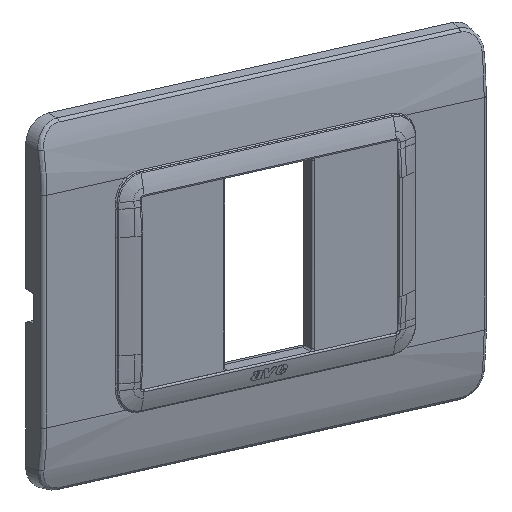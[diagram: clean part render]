
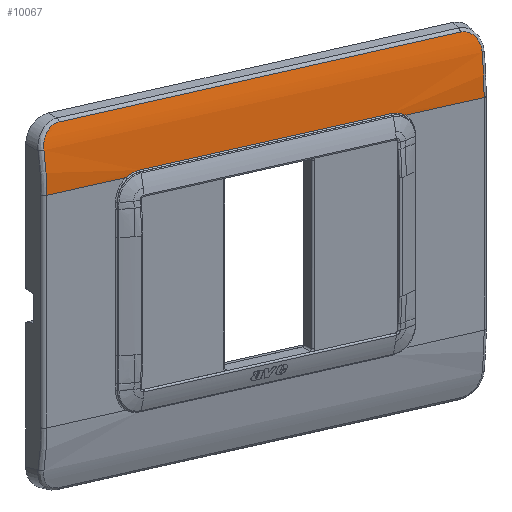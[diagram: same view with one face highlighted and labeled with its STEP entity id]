
A CAD part, top view. The second image highlights one B-rep face of the part: STEP entity #10067.
In plain terms, the highlighted cylindrical face has radius 55 mm (diameter 110 mm), a partial arc.
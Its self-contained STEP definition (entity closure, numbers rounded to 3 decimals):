
#7986=CARTESIAN_POINT('Vertex',(58.09,27.454,6.)) ;
#7989=CARTESIAN_POINT('Line Origine',(47.579,27.454,6.)) ;
#7993=CARTESIAN_POINT('Vertex',(37.067,27.454,6.)) ;
#9322=CARTESIAN_POINT('Line Origine',(-47.579,27.454,6.)) ;
#9326=CARTESIAN_POINT('Vertex',(-37.067,27.454,6.)) ;
#9328=CARTESIAN_POINT('Vertex',(-58.09,27.454,6.)) ;
#9980=CARTESIAN_POINT('Axis2P3D Location',(34.5,27.454,-49.)) ;
#9986=CARTESIAN_POINT('Control Point',(58.09,27.454,6.)) ;
#9987=CARTESIAN_POINT('Control Point',(58.09,30.936,6.)) ;
#9988=CARTESIAN_POINT('Control Point',(58.13,34.418,5.668)) ;
#9989=CARTESIAN_POINT('Control Point',(58.21,37.836,5.011)) ;
#9990=CARTESIAN_POINT('Vertex',(58.21,37.836,5.011)) ;
#9994=CARTESIAN_POINT('Control Point',(53.304,43.152,3.712)) ;
#9995=CARTESIAN_POINT('Control Point',(53.982,43.152,3.712)) ;
#9996=CARTESIAN_POINT('Control Point',(54.666,43.033,3.747)) ;
#9997=CARTESIAN_POINT('Control Point',(55.32,42.787,3.821)) ;
#9998=CARTESIAN_POINT('Control Point',(56.747,41.929,4.068)) ;
#9999=CARTESIAN_POINT('Control Point',(57.701,40.587,4.419)) ;
#10000=CARTESIAN_POINT('Control Point',(58.061,39.7,4.632)) ;
#10001=CARTESIAN_POINT('Control Point',(58.231,38.767,4.832)) ;
#10002=CARTESIAN_POINT('Control Point',(58.21,37.836,5.011)) ;
#10003=CARTESIAN_POINT('Vertex',(53.304,43.152,3.712)) ;
#10006=CARTESIAN_POINT('Line Origine',(34.5,43.152,3.712)) ;
#10010=CARTESIAN_POINT('Vertex',(-53.304,43.152,3.712)) ;
#10014=CARTESIAN_POINT('Control Point',(-53.304,43.152,3.712)) ;
#10015=CARTESIAN_POINT('Control Point',(-53.982,43.152,3.712)) ;
#10016=CARTESIAN_POINT('Control Point',(-54.666,43.033,3.747)) ;
#10017=CARTESIAN_POINT('Control Point',(-55.32,42.787,3.821)) ;
#10018=CARTESIAN_POINT('Control Point',(-56.747,41.929,4.068)) ;
#10019=CARTESIAN_POINT('Control Point',(-57.701,40.587,4.419)) ;
#10020=CARTESIAN_POINT('Control Point',(-58.061,39.7,4.632)) ;
#10021=CARTESIAN_POINT('Control Point',(-58.231,38.767,4.832)) ;
#10022=CARTESIAN_POINT('Control Point',(-58.21,37.836,5.011)) ;
#10023=CARTESIAN_POINT('Vertex',(-58.21,37.836,5.011)) ;
#10027=CARTESIAN_POINT('Control Point',(-58.09,27.454,6.)) ;
#10028=CARTESIAN_POINT('Control Point',(-58.09,30.936,6.)) ;
#10029=CARTESIAN_POINT('Control Point',(-58.13,34.418,5.668)) ;
#10030=CARTESIAN_POINT('Control Point',(-58.21,37.836,5.011)) ;
#10033=CARTESIAN_POINT('Control Point',(-37.067,27.454,6.)) ;
#10034=CARTESIAN_POINT('Control Point',(-36.283,27.983,6.)) ;
#10035=CARTESIAN_POINT('Control Point',(-35.393,28.357,5.993)) ;
#10036=CARTESIAN_POINT('Control Point',(-34.447,28.544,5.989)) ;
#10037=CARTESIAN_POINT('Control Point',(-33.5,28.544,5.989)) ;
#10038=CARTESIAN_POINT('Vertex',(-33.5,28.544,5.989)) ;
#10041=CARTESIAN_POINT('Line Origine',(34.5,28.544,5.989)) ;
#10045=CARTESIAN_POINT('Vertex',(33.5,28.544,5.989)) ;
#10049=CARTESIAN_POINT('Control Point',(37.067,27.454,6.)) ;
#10050=CARTESIAN_POINT('Control Point',(36.283,27.983,6.)) ;
#10051=CARTESIAN_POINT('Control Point',(35.393,28.357,5.993)) ;
#10052=CARTESIAN_POINT('Control Point',(34.447,28.544,5.989)) ;
#10053=CARTESIAN_POINT('Control Point',(33.5,28.544,5.989)) ;
#7990=DIRECTION('Vector Direction',(1.,0.,0.)) ;
#9323=DIRECTION('Vector Direction',(1.,0.,0.)) ;
#9981=DIRECTION('Axis2P3D Direction',(1.,0.,0.)) ;
#9982=DIRECTION('Axis2P3D XDirection',(0.,0.305,0.952)) ;
#10007=DIRECTION('Vector Direction',(1.,0.,0.)) ;
#10042=DIRECTION('Vector Direction',(1.,0.,0.)) ;
#9983=AXIS2_PLACEMENT_3D('Cylinder Axis2P3D',#9980,#9981,#9982) ;
#10056=ORIENTED_EDGE('',*,*,#7995,.F.) ;
#10057=ORIENTED_EDGE('',*,*,#9992,.T.) ;
#10058=ORIENTED_EDGE('',*,*,#10005,.T.) ;
#10059=ORIENTED_EDGE('',*,*,#10012,.F.) ;
#10060=ORIENTED_EDGE('',*,*,#10025,.F.) ;
#10061=ORIENTED_EDGE('',*,*,#10031,.F.) ;
#10062=ORIENTED_EDGE('',*,*,#9330,.F.) ;
#10063=ORIENTED_EDGE('',*,*,#10040,.F.) ;
#10064=ORIENTED_EDGE('',*,*,#10047,.F.) ;
#10065=ORIENTED_EDGE('',*,*,#10054,.F.) ;
#7991=VECTOR('Line Direction',#7990,1.) ;
#9324=VECTOR('Line Direction',#9323,1.) ;
#10008=VECTOR('Line Direction',#10007,1.) ;
#10043=VECTOR('Line Direction',#10042,1.) ;
#10067=ADVANCED_FACE('PartBody',(#10066),#9984,.T.) ;
#9985=B_SPLINE_CURVE_WITH_KNOTS('',3,(#9986,#9987,#9988,#9989),.UNSPECIFIED.,.F.,.U.,(4,4),(37.834,52.474),.UNSPECIFIED.) ;
#9993=B_SPLINE_CURVE_WITH_KNOTS('',5,(#9994,#9995,#9996,#9997,#9998,#9999,#10000,#10001,#10002),.UNSPECIFIED.,.F.,.U.,(6,3,6),(2.07,6.375,12.555),.UNSPECIFIED.) ;
#10013=B_SPLINE_CURVE_WITH_KNOTS('',5,(#10014,#10015,#10016,#10017,#10018,#10019,#10020,#10021,#10022),.UNSPECIFIED.,.F.,.U.,(6,3,6),(2.07,6.375,12.555),.UNSPECIFIED.) ;
#10026=B_SPLINE_CURVE_WITH_KNOTS('',3,(#10027,#10028,#10029,#10030),.UNSPECIFIED.,.F.,.U.,(4,4),(37.834,52.474),.UNSPECIFIED.) ;
#10032=B_SPLINE_CURVE_WITH_KNOTS('',4,(#10033,#10034,#10035,#10036,#10037),.UNSPECIFIED.,.F.,.U.,(5,5),(8.473,12.763),.UNSPECIFIED.) ;
#10048=B_SPLINE_CURVE_WITH_KNOTS('',4,(#10049,#10050,#10051,#10052,#10053),.UNSPECIFIED.,.F.,.U.,(5,5),(8.473,12.763),.UNSPECIFIED.) ;
#9984=CYLINDRICAL_SURFACE('generated cylinder',#9983,55.) ;
#7995=EDGE_CURVE('',#7987,#7994,#7992,.F.) ;
#9330=EDGE_CURVE('',#9327,#9329,#9325,.F.) ;
#9992=EDGE_CURVE('',#7987,#9991,#9985,.T.) ;
#10005=EDGE_CURVE('',#9991,#10004,#9993,.F.) ;
#10012=EDGE_CURVE('',#10011,#10004,#10009,.T.) ;
#10025=EDGE_CURVE('',#10024,#10011,#10013,.F.) ;
#10031=EDGE_CURVE('',#9329,#10024,#10026,.T.) ;
#10040=EDGE_CURVE('',#10039,#9327,#10032,.F.) ;
#10047=EDGE_CURVE('',#10046,#10039,#10044,.F.) ;
#10054=EDGE_CURVE('',#7994,#10046,#10048,.T.) ;
#10055=EDGE_LOOP('',(#10056,#10057,#10058,#10059,#10060,#10061,#10062,#10063,#10064,#10065)) ;
#10066=FACE_OUTER_BOUND('',#10055,.T.) ;
#7992=LINE('Line',#7989,#7991) ;
#9325=LINE('Line',#9322,#9324) ;
#10009=LINE('Line',#10006,#10008) ;
#10044=LINE('Line',#10041,#10043) ;
#7987=VERTEX_POINT('',#7986) ;
#7994=VERTEX_POINT('',#7993) ;
#9327=VERTEX_POINT('',#9326) ;
#9329=VERTEX_POINT('',#9328) ;
#9991=VERTEX_POINT('',#9990) ;
#10004=VERTEX_POINT('',#10003) ;
#10011=VERTEX_POINT('',#10010) ;
#10024=VERTEX_POINT('',#10023) ;
#10039=VERTEX_POINT('',#10038) ;
#10046=VERTEX_POINT('',#10045) ;
